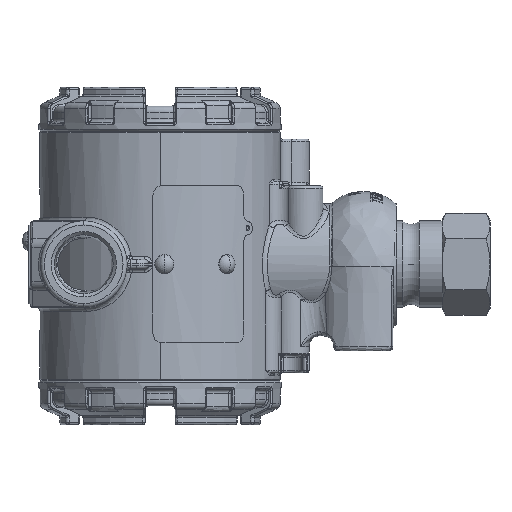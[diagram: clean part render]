
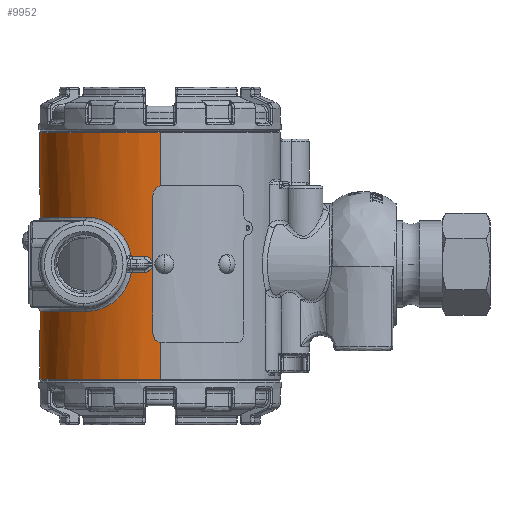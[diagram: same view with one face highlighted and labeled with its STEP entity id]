
A CAD part, left-side view. The second image highlights one B-rep face of the part: STEP entity #9952.
In plain terms, the highlighted cylindrical face has radius 38.862 mm (diameter 77.724 mm), a partial arc.
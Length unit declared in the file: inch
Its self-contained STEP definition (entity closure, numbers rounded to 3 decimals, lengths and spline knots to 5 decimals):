
#1=CARTESIAN_POINT('',(-1.48494,0.3686,0.1125));
#2=CARTESIAN_POINT('',(-1.48583,0.36499,0.10749));
#3=CARTESIAN_POINT('',(-1.48711,0.35979,0.1025));
#4=CARTESIAN_POINT('',(-1.48858,0.3536,0.1025));
#6=CARTESIAN_POINT('',(-1.48494,0.3686,-0.1125));
#7=CARTESIAN_POINT('',(-1.48583,0.36499,-0.10749));
#8=CARTESIAN_POINT('',(-1.48711,0.3598,-0.1025));
#9=CARTESIAN_POINT('',(-1.48858,0.3536,-0.1025));
#11=CARTESIAN_POINT('',(0.,0.,-1.46));
#12=DIRECTION('',(0.,0.,-1.));
#13=DIRECTION('',(-1.,0.,0.));
#14=AXIS2_PLACEMENT_3D('',#11,#12,#13);
#16=DIRECTION('',(0.,0.,1.));
#17=VECTOR('',#16,3.13);
#18=CARTESIAN_POINT('',(1.53,0.,-1.46));
#19=LINE('',#18,#17);
#20=CARTESIAN_POINT('',(0.,0.,1.67));
#21=DIRECTION('',(0.,0.,1.));
#22=DIRECTION('',(1.,0.,0.));
#23=AXIS2_PLACEMENT_3D('',#20,#21,#22);
#323=DIRECTION('',(0.,0.,1.));
#324=VECTOR('',#323,3.13);
#325=CARTESIAN_POINT('',(-1.53,0.,
-1.46));
#326=LINE('',#325,#324);
#3723=DIRECTION('',(0.,0.,1.));
#3724=VECTOR('',#3723,0.025);
#3725=CARTESIAN_POINT('',(-1.52693,0.09684,-0.0125));
#3726=LINE('',#3725,#3724);
#3884=CARTESIAN_POINT('',(-1.52693,0.09684,-0.0125));
#3885=CARTESIAN_POINT('',(-1.5267,0.10056,
-0.02407));
#3886=CARTESIAN_POINT('',(-1.52622,0.10783,
-0.04549));
#3887=CARTESIAN_POINT('',(-1.52498,0.12428,
-0.07119));
#3888=CARTESIAN_POINT('',(-1.5232,0.14467,
-0.08914));
#3889=CARTESIAN_POINT('',(-1.52075,0.16859,
-0.10018));
#3890=CARTESIAN_POINT('',(-1.51883,0.18475,
-0.1025));
#3891=CARTESIAN_POINT('',(-1.51777,0.19306,-0.1025));
#3907=CARTESIAN_POINT('',(0.,0.,-0.1025));
#3908=DIRECTION('',(0.,0.,1.));
#3909=DIRECTION('',(-0.973,0.231,0.));
#3910=AXIS2_PLACEMENT_3D('',#3907,#3908,#3909);
#4007=CARTESIAN_POINT('',(0.,0.,0.1025));
#4008=DIRECTION('',(0.,0.,1.));
#4009=DIRECTION('',(-0.973,0.231,0.));
#4010=AXIS2_PLACEMENT_3D('',#4007,#4008,#4009);
#4032=CARTESIAN_POINT('',(-1.52693,0.09684,0.0125));
#4033=CARTESIAN_POINT('',(-1.52672,0.10016,
0.02278));
#4034=CARTESIAN_POINT('',(-1.52628,0.10676,
0.04239));
#4035=CARTESIAN_POINT('',(-1.52526,0.12075,
0.06689));
#4036=CARTESIAN_POINT('',(-1.52343,0.14235,
0.08786));
#4037=CARTESIAN_POINT('',(-1.52094,0.1669,
0.09974));
#4038=CARTESIAN_POINT('',(-1.51891,0.18414,
0.1025));
#4039=CARTESIAN_POINT('',(-1.51777,0.19306,0.1025));
#4041=CARTESIAN_POINT('',(-1.20773,0.9393,-0.6));
#4042=CARTESIAN_POINT('',(-1.2343,0.90514,
-0.6));
#4043=CARTESIAN_POINT('',(-1.28208,0.83774,
-0.59378));
#4044=CARTESIAN_POINT('',(-1.33959,0.74169,
-0.56727));
#4045=CARTESIAN_POINT('',(-1.38483,0.65275,
-0.52518));
#4046=CARTESIAN_POINT('',(-1.42001,0.5716,
-0.46826));
#4047=CARTESIAN_POINT('',(-1.44659,0.49989,
-0.39705));
#4048=CARTESIAN_POINT('',(-1.46574,0.43991,
-0.31272));
#4049=CARTESIAN_POINT('',(-1.47853,0.39413,
-0.21644));
#4050=CARTESIAN_POINT('',(-1.4833,0.37517,
-0.14807));
#4051=CARTESIAN_POINT('',(-1.48494,0.3686,-0.1125));
#4099=CARTESIAN_POINT('',(0.,0.,-0.6));
#4100=DIRECTION('',(0.,0.,-1.));
#4101=DIRECTION('',(-0.789,0.614,0.));
#4102=AXIS2_PLACEMENT_3D('',#4099,#4100,#4101);
#4104=CARTESIAN_POINT('',(1.20773,0.9393,0.6));
#4105=CARTESIAN_POINT('',(1.23591,0.90306,
0.6));
#4106=CARTESIAN_POINT('',(1.28628,0.8316,
0.593));
#4107=CARTESIAN_POINT('',(1.34608,0.7301,
0.5632));
#4108=CARTESIAN_POINT('',(1.39233,0.63679,
0.51598));
#4109=CARTESIAN_POINT('',(1.42758,0.55255,
0.45212));
#4110=CARTESIAN_POINT('',(1.45347,0.47953,
0.37236));
#4111=CARTESIAN_POINT('',(1.47137,0.42059,
0.27809));
#4112=CARTESIAN_POINT('',(1.48244,0.37897,
0.172));
#4113=CARTESIAN_POINT('',(1.48768,0.3574,
0.05822));
#4114=CARTESIAN_POINT('',(1.48768,0.3574,
-0.05822));
#4115=CARTESIAN_POINT('',(1.48244,0.37897,
-0.17201));
#4116=CARTESIAN_POINT('',(1.47137,0.42059,
-0.27809));
#4117=CARTESIAN_POINT('',(1.45347,0.47953,
-0.37236));
#4118=CARTESIAN_POINT('',(1.42758,0.55255,
-0.45212));
#4119=CARTESIAN_POINT('',(1.39233,0.63679,
-0.51598));
#4120=CARTESIAN_POINT('',(1.34608,0.7301,
-0.5632));
#4121=CARTESIAN_POINT('',(1.28628,0.8316,
-0.593));
#4122=CARTESIAN_POINT('',(1.23591,0.90306,
-0.6));
#4123=CARTESIAN_POINT('',(1.20773,0.9393,-0.6));
#4161=CARTESIAN_POINT('',(0.,0.,0.6));
#4162=DIRECTION('',(0.,0.,1.));
#4163=DIRECTION('',(0.789,0.614,0.));
#4164=AXIS2_PLACEMENT_3D('',#4161,#4162,#4163);
#4166=CARTESIAN_POINT('',(-1.48494,0.3686,
0.1125));
#4167=CARTESIAN_POINT('',(-1.4833,0.37517,
0.14807));
#4168=CARTESIAN_POINT('',(-1.47853,0.39413,
0.21643));
#4169=CARTESIAN_POINT('',(-1.46574,0.43991,
0.31272));
#4170=CARTESIAN_POINT('',(-1.44659,0.49989,
0.39705));
#4171=CARTESIAN_POINT('',(-1.42001,0.5716,
0.46826));
#4172=CARTESIAN_POINT('',(-1.38483,0.65275,
0.52518));
#4173=CARTESIAN_POINT('',(-1.33959,0.74169,
0.56727));
#4174=CARTESIAN_POINT('',(-1.28208,0.83774,
0.59378));
#4175=CARTESIAN_POINT('',(-1.2343,0.90514,
0.6));
#4176=CARTESIAN_POINT('',(-1.20773,0.9393,0.6));
#8651=CARTESIAN_POINT('',(-1.52693,0.09684,-0.0125));
#8653=VERTEX_POINT('',#8651);
#8670=CARTESIAN_POINT('',(-1.52693,0.09684,0.0125));
#8672=VERTEX_POINT('',#8670);
#8689=VERTEX_POINT('',#3891);
#8695=VERTEX_POINT('',#4039);
#8696=VERTEX_POINT('',#4041);
#8697=VERTEX_POINT('',#4051);
#8703=CARTESIAN_POINT('',(1.20773,0.9393,-0.6));
#8704=VERTEX_POINT('',#8703);
#8705=VERTEX_POINT('',#4104);
#8709=CARTESIAN_POINT('',(-1.20773,0.9393,0.6));
#8710=VERTEX_POINT('',#8709);
#8711=VERTEX_POINT('',#4166);
#8716=CARTESIAN_POINT('',(-1.48858,0.3536,-0.1025));
#8717=VERTEX_POINT('',#8716);
#8718=CARTESIAN_POINT('',(-1.48858,0.3536,0.1025));
#8719=VERTEX_POINT('',#8718);
#9855=CARTESIAN_POINT('',(-1.53,0.,-1.46));
#9856=CARTESIAN_POINT('',(1.53,0.,-1.46));
#9857=VERTEX_POINT('',#9855);
#9858=VERTEX_POINT('',#9856);
#9863=CARTESIAN_POINT('',(1.53,0.,1.67));
#9864=CARTESIAN_POINT('',(-1.53,0.,1.67));
#9865=VERTEX_POINT('',#9863);
#9866=VERTEX_POINT('',#9864);
#9911=CARTESIAN_POINT('',(0.,0.,1.69));
#9912=DIRECTION('',(0.,0.,1.));
#9913=DIRECTION('',(1.,0.,0.));
#9914=AXIS2_PLACEMENT_3D('',#9911,#9912,#9913);
#9915=CYLINDRICAL_SURFACE('',#9914,1.53);
#9917=ORIENTED_EDGE('',*,*,#9916,.T.);
#9919=ORIENTED_EDGE('',*,*,#9918,.T.);
#9921=ORIENTED_EDGE('',*,*,#9920,.T.);
#9923=ORIENTED_EDGE('',*,*,#9922,.F.);
#9924=EDGE_LOOP('',(#9917,#9919,#9921,#9923));
#9925=FACE_OUTER_BOUND('',#9924,.F.);
#9927=ORIENTED_EDGE('',*,*,#9926,.T.);
#9929=ORIENTED_EDGE('',*,*,#9928,.F.);
#9931=ORIENTED_EDGE('',*,*,#9930,.T.);
#9933=ORIENTED_EDGE('',*,*,#9932,.T.);
#9935=ORIENTED_EDGE('',*,*,#9934,.F.);
#9937=ORIENTED_EDGE('',*,*,#9936,.F.);
#9939=ORIENTED_EDGE('',*,*,#9938,.T.);
#9941=ORIENTED_EDGE('',*,*,#9940,.F.);
#9943=ORIENTED_EDGE('',*,*,#9942,.T.);
#9945=ORIENTED_EDGE('',*,*,#9944,.F.);
#9947=ORIENTED_EDGE('',*,*,#9946,.T.);
#9949=ORIENTED_EDGE('',*,*,#9948,.T.);
#9950=EDGE_LOOP('',(#9927,#9929,#9931,#9933,#9935,#9937,#9939,#9941,#9943,#9945,
#9947,#9949));
#9951=FACE_BOUND('',#9950,.F.);
#5=B_SPLINE_CURVE_WITH_KNOTS('',3,(#1,#2,#3,#4),.UNSPECIFIED.,.F.,.F.,(4,4),(
0.,1.),.UNSPECIFIED.);
#10=B_SPLINE_CURVE_WITH_KNOTS('',3,(#6,#7,#8,#9),.UNSPECIFIED.,.F.,.F.,(4,4),(
0.,1.),.UNSPECIFIED.);
#15=CIRCLE('',#14,1.53);
#24=CIRCLE('',#23,1.53);
#3892=B_SPLINE_CURVE_WITH_KNOTS('',3,(#3884,#3885,#3886,#3887,#3888,#3889,#3890,
#3891),.UNSPECIFIED.,.F.,.F.,(4,1,1,1,1,4),(0.,0.2,0.4,0.6,0.8,1.),
.UNSPECIFIED.);
#3911=CIRCLE('',#3910,1.53);
#4011=CIRCLE('',#4010,1.53);
#4040=B_SPLINE_CURVE_WITH_KNOTS('',3,(#4032,#4033,#4034,#4035,#4036,#4037,#4038,
#4039),.UNSPECIFIED.,.F.,.F.,(4,1,1,1,1,4),(0.,0.2,0.4,0.6,0.8,1.),
.UNSPECIFIED.);
#4052=B_SPLINE_CURVE_WITH_KNOTS('',3,(#4041,#4042,#4043,#4044,#4045,#4046,#4047,
#4048,#4049,#4050,#4051),.UNSPECIFIED.,.F.,.F.,(4,1,1,1,1,1,1,1,4),(0.,
0.125,0.25,0.375,0.5,0.625,0.75,0.875,1.),.UNSPECIFIED.);
#4103=CIRCLE('',#4102,1.53);
#4124=B_SPLINE_CURVE_WITH_KNOTS('',3,(#4104,#4105,#4106,#4107,#4108,#4109,#4110,
#4111,#4112,#4113,#4114,#4115,#4116,#4117,#4118,#4119,#4120,#4121,#4122,#4123),
.UNSPECIFIED.,.F.,.F.,(4,1,1,1,1,1,1,1,1,1,1,1,1,1,1,1,1,4),(0.,
0.05882,0.11765,0.17647,0.23529,
0.29412,0.35294,0.41176,0.47059,
0.52941,0.58824,0.64706,0.70588,
0.76471,0.82353,0.88235,0.94118,1.),
.UNSPECIFIED.);
#4165=CIRCLE('',#4164,1.53);
#4177=B_SPLINE_CURVE_WITH_KNOTS('',3,(#4166,#4167,#4168,#4169,#4170,#4171,#4172,
#4173,#4174,#4175,#4176),.UNSPECIFIED.,.F.,.F.,(4,1,1,1,1,1,1,1,4),(0.,
0.125,0.25,0.375,0.5,0.625,0.75,0.875,1.),.UNSPECIFIED.);
#9916=EDGE_CURVE('',#9857,#9858,#15,.T.);
#9918=EDGE_CURVE('',#9858,#9865,#19,.T.);
#9920=EDGE_CURVE('',#9865,#9866,#24,.T.);
#9922=EDGE_CURVE('',#9857,#9866,#326,.T.);
#9926=EDGE_CURVE('',#8717,#8689,#3911,.T.);
#9928=EDGE_CURVE('',#8653,#8689,#3892,.T.);
#9930=EDGE_CURVE('',#8653,#8672,#3726,.T.);
#9932=EDGE_CURVE('',#8672,#8695,#4040,.T.);
#9934=EDGE_CURVE('',#8719,#8695,#4011,.T.);
#9936=EDGE_CURVE('',#8711,#8719,#5,.T.);
#9938=EDGE_CURVE('',#8711,#8710,#4177,.T.);
#9940=EDGE_CURVE('',#8705,#8710,#4165,.T.);
#9942=EDGE_CURVE('',#8705,#8704,#4124,.T.);
#9944=EDGE_CURVE('',#8696,#8704,#4103,.T.);
#9946=EDGE_CURVE('',#8696,#8697,#4052,.T.);
#9948=EDGE_CURVE('',#8697,#8717,#10,.T.);
#9952=ADVANCED_FACE('',(#9925,#9951),#9915,.T.);
